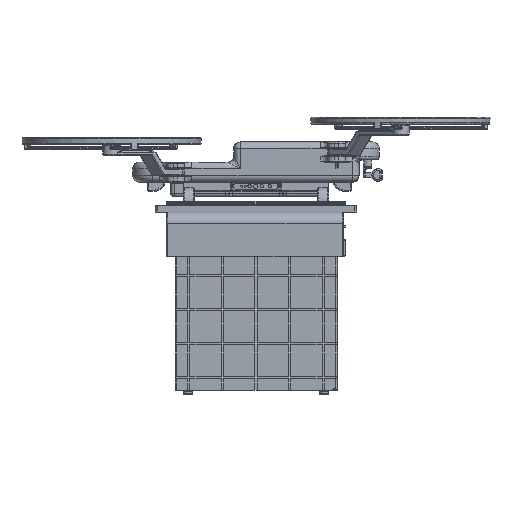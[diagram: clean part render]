
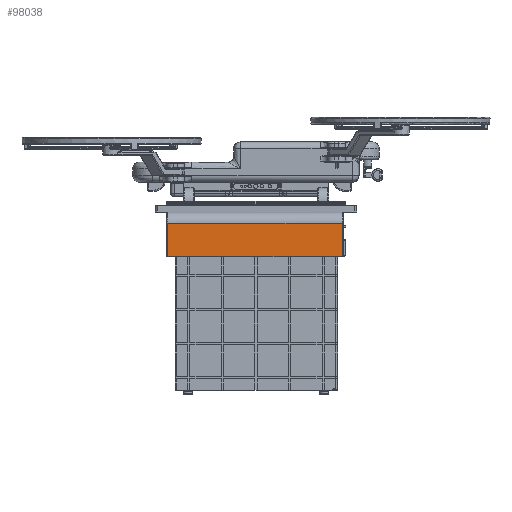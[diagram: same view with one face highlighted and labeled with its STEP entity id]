
A CAD part, left-side view. The second image highlights one B-rep face of the part: STEP entity #98038.
In plain terms, the highlighted free-form (B-spline) face has degree [1, 1] with [2, 2] control points.
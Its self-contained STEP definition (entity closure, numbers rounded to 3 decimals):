
#97688 = VERTEX_POINT('',#97689);
#97689 = CARTESIAN_POINT('',(-410.491,531.62,
    -318.587));
#97702 = EDGE_CURVE('',#97688,#97703,#97705,.T.);
#97703 = VERTEX_POINT('',#97704);
#97704 = CARTESIAN_POINT('',(-410.491,531.62,
    -118.509));
#97705 = B_SPLINE_CURVE_WITH_KNOTS('',1,(#97706,#97707),.UNSPECIFIED.,
  .F.,.F.,(2,2),(-53.66,95.),.PIECEWISE_BEZIER_KNOTS.);
#97706 = CARTESIAN_POINT('',(-410.491,531.62,
    -318.587));
#97707 = CARTESIAN_POINT('',(-410.491,531.62,
    -118.509));
#98018 = EDGE_CURVE('',#97703,#98019,#98021,.T.);
#98019 = VERTEX_POINT('',#98020);
#98020 = CARTESIAN_POINT('',(-410.491,-518.161,
    -118.509));
#98021 = B_SPLINE_CURVE_WITH_KNOTS('',1,(#98022,#98023),.UNSPECIFIED.,
  .F.,.F.,(2,2),(-195.,585.),.PIECEWISE_BEZIER_KNOTS.);
#98022 = CARTESIAN_POINT('',(-410.491,531.62,
    -118.509));
#98023 = CARTESIAN_POINT('',(-410.491,-518.161,
    -118.509));
#98038 = ADVANCED_FACE('',(#98039),#98063,.F.);
#98039 = FACE_BOUND('',#98040,.T.);
#98040 = EDGE_LOOP('',(#98041,#98042,#98050,#98057,#98062));
#98041 = ORIENTED_EDGE('',*,*,#97702,.F.);
#98042 = ORIENTED_EDGE('',*,*,#98043,.F.);
#98043 = EDGE_CURVE('',#98044,#97688,#98046,.T.);
#98044 = VERTEX_POINT('',#98045);
#98045 = CARTESIAN_POINT('',(-410.491,524.89,
    -320.39));
#98046 = ( BOUNDED_CURVE() B_SPLINE_CURVE(2,(#98047,#98048,#98049),
.UNSPECIFIED.,.F.,.F.) B_SPLINE_CURVE_WITH_KNOTS((3,3),(0.,
0.524),.PIECEWISE_BEZIER_KNOTS.) CURVE() 
GEOMETRIC_REPRESENTATION_ITEM() RATIONAL_B_SPLINE_CURVE((1.,
0.966,1.)) REPRESENTATION_ITEM('') );
#98047 = CARTESIAN_POINT('',(-410.491,524.89,
    -320.39));
#98048 = CARTESIAN_POINT('',(-410.491,528.496,
    -320.39));
#98049 = CARTESIAN_POINT('',(-410.491,531.62,
    -318.587));
#98050 = ORIENTED_EDGE('',*,*,#98051,.F.);
#98051 = EDGE_CURVE('',#98052,#98044,#98054,.T.);
#98052 = VERTEX_POINT('',#98053);
#98053 = CARTESIAN_POINT('',(-410.491,-518.161,
    -320.39));
#98054 = B_SPLINE_CURVE_WITH_KNOTS('',1,(#98055,#98056),.UNSPECIFIED.,
  .F.,.F.,(2,2),(5.,780.),.PIECEWISE_BEZIER_KNOTS.);
#98055 = CARTESIAN_POINT('',(-410.491,-518.161,
    -320.39));
#98056 = CARTESIAN_POINT('',(-410.491,524.89,
    -320.39));
#98057 = ORIENTED_EDGE('',*,*,#98058,.F.);
#98058 = EDGE_CURVE('',#98019,#98052,#98059,.T.);
#98059 = B_SPLINE_CURVE_WITH_KNOTS('',1,(#98060,#98061),.UNSPECIFIED.,
  .F.,.F.,(2,2),(0.,150.),.PIECEWISE_BEZIER_KNOTS.);
#98060 = CARTESIAN_POINT('',(-410.491,-518.161,
    -118.509));
#98061 = CARTESIAN_POINT('',(-410.491,-518.161,
    -320.39));
#98062 = ORIENTED_EDGE('',*,*,#98018,.F.);
#98063 = B_SPLINE_SURFACE_WITH_KNOTS('',1,1,(
    (#98064,#98065)
    ,(#98066,#98067
  )),.UNSPECIFIED.,.F.,.F.,.F.,(2,2),(2,2),(-385.,395.),(-100.,50.),
  .PIECEWISE_BEZIER_KNOTS.);
#98064 = CARTESIAN_POINT('',(-410.491,-518.161,
    -320.39));
#98065 = CARTESIAN_POINT('',(-410.491,-518.161,
    -118.509));
#98066 = CARTESIAN_POINT('',(-410.491,531.62,
    -320.39));
#98067 = CARTESIAN_POINT('',(-410.491,531.62,
    -118.509));
